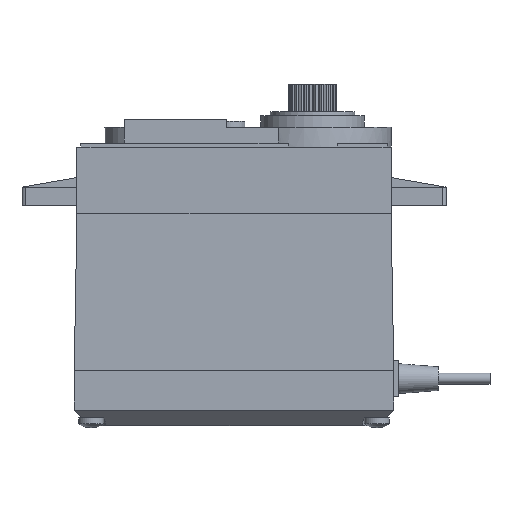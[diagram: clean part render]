
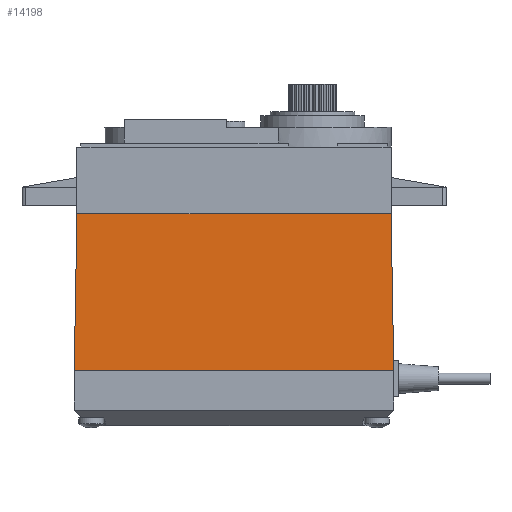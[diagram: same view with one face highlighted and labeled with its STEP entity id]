
A CAD part, front view. The second image highlights one B-rep face of the part: STEP entity #14198.
In plain terms, the highlighted planar face has unit normal (0, -1, 0.018).
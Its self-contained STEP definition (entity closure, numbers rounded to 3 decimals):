
#1435=FACE_OUTER_BOUND('',#2230,.T.);
#2230=EDGE_LOOP('',(#8946,#8947,#8948,#8949));
#3064=LINE('',#18568,#4217);
#3067=LINE('',#18574,#4220);
#3094=LINE('',#18652,#4247);
#3095=LINE('',#18653,#4248);
#4217=VECTOR('',#15826,10.);
#4220=VECTOR('',#15831,1.);
#4247=VECTOR('',#15904,1.);
#4248=VECTOR('',#15905,10.);
#5359=VERTEX_POINT('',#18540);
#5368=VERTEX_POINT('',#18564);
#5371=VERTEX_POINT('',#18572);
#5399=VERTEX_POINT('',#18651);
#6762=EDGE_CURVE('',#5368,#5359,#3064,.T.);
#6765=EDGE_CURVE('',#5371,#5359,#3067,.T.);
#6804=EDGE_CURVE('',#5399,#5368,#3094,.T.);
#6805=EDGE_CURVE('',#5399,#5371,#3095,.T.);
#8946=ORIENTED_EDGE('',*,*,#6804,.T.);
#8947=ORIENTED_EDGE('',*,*,#6762,.T.);
#8948=ORIENTED_EDGE('',*,*,#6765,.F.);
#8949=ORIENTED_EDGE('',*,*,#6805,.F.);
#13101=PLANE('',#15037);
#14198=ADVANCED_FACE('',(#1435),#13101,.T.);
#15037=AXIS2_PLACEMENT_3D('',#18650,#15902,#15903);
#15826=DIRECTION('',(-0.017,-0.017,-1.));
#15831=DIRECTION('',(-1.,0.,0.));
#15902=DIRECTION('center_axis',(0.,-1.,0.017));
#15903=DIRECTION('ref_axis',(0.,-0.017,-1.));
#15904=DIRECTION('',(-1.,0.,0.));
#15905=DIRECTION('',(0.017,-0.017,-1.));
#18540=CARTESIAN_POINT('',(-30.349,-10.249,-21.));
#18564=CARTESIAN_POINT('',(-30.,-9.9,-1.));
#18568=CARTESIAN_POINT('',(-30.,-9.9,-1.));
#18572=CARTESIAN_POINT('',(10.349,-10.249,-21.));
#18574=CARTESIAN_POINT('',(10.,-10.249,-21.));
#18650=CARTESIAN_POINT('Origin',(-10.,-9.9,-1.));
#18651=CARTESIAN_POINT('',(10.,-9.9,-1.));
#18652=CARTESIAN_POINT('',(10.,-9.9,-1.));
#18653=CARTESIAN_POINT('',(10.,-9.9,-1.));
